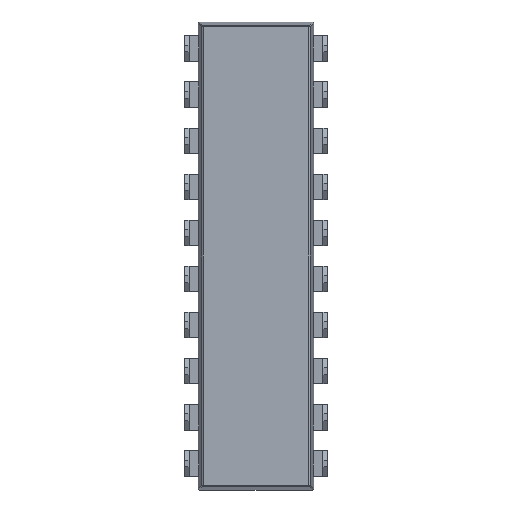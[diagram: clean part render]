
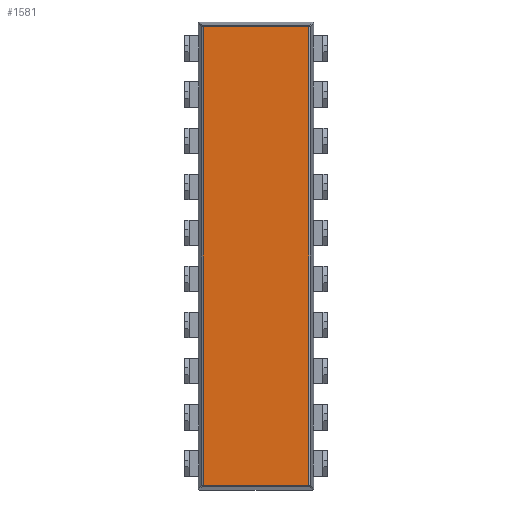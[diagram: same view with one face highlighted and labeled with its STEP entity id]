
A CAD part, front view. The second image highlights one B-rep face of the part: STEP entity #1581.
In plain terms, the highlighted planar face has unit normal (0, -1, 0).
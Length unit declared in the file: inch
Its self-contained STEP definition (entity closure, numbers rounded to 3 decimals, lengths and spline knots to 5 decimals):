
#1581 = ADVANCED_FACE ( 'NONE', ( #5800 ), #5904, .F. ) ;
#1582 = EDGE_LOOP ( 'NONE', ( #1649, #1653, #1656, #1659 ) ) ;
#1649 = ORIENTED_EDGE ( 'NONE', *, *, #1650, .T. ) ;
#1650 = EDGE_CURVE ( 'NONE', #1651, #1652, #6223, .T. ) ;
#1651 = VERTEX_POINT ( 'NONE', #6219 ) ;
#1652 = VERTEX_POINT ( 'NONE', #6218 ) ;
#1653 = ORIENTED_EDGE ( 'NONE', *, *, #1654, .T. ) ;
#1654 = EDGE_CURVE ( 'NONE', #1652, #1655, #6217, .T. ) ;
#1655 = VERTEX_POINT ( 'NONE', #6213 ) ;
#1656 = ORIENTED_EDGE ( 'NONE', *, *, #1657, .T. ) ;
#1657 = EDGE_CURVE ( 'NONE', #1655, #1658, #6212, .T. ) ;
#1658 = VERTEX_POINT ( 'NONE', #6208 ) ;
#1659 = ORIENTED_EDGE ( 'NONE', *, *, #1660, .T. ) ;
#1660 = EDGE_CURVE ( 'NONE', #1658, #1651, #6206, .T. ) ;
#5800 = FACE_OUTER_BOUND ( 'NONE', #1582, .T. ) ;
#5900 = DIRECTION ( 'NONE',  ( 0., 0., 1. ) ) ;
#5901 = DIRECTION ( 'NONE',  ( 0., 1., 0. ) ) ;
#5902 = CARTESIAN_POINT ( 'NONE',  ( -0.125, -0.065, 0.5075 ) ) ;
#5903 = AXIS2_PLACEMENT_3D ( 'NONE', #5902, #5901, #5900 ) ;
#5904 = PLANE ( 'NONE',  #5903 ) ;
#6203 = DIRECTION ( 'NONE',  ( 1., 0., 0. ) ) ;
#6204 = VECTOR ( 'NONE', #6203, 39.37008 ) ;
#6205 = CARTESIAN_POINT ( 'NONE',  ( 0.11702, -0.065, -0.49731 ) ) ;
#6206 = LINE ( 'NONE', #6205, #6204 ) ;
#6208 = CARTESIAN_POINT ( 'NONE',  ( -0.11481, -0.065, -0.49731 ) ) ;
#6209 = DIRECTION ( 'NONE',  ( 0., 0., -1. ) ) ;
#6210 = VECTOR ( 'NONE', #6209, 39.37008 ) ;
#6211 = CARTESIAN_POINT ( 'NONE',  ( -0.11481, -0.065, -0.49952 ) ) ;
#6212 = LINE ( 'NONE', #6211, #6210 ) ;
#6213 = CARTESIAN_POINT ( 'NONE',  ( -0.11481, -0.065, 0.49731 ) ) ;
#6214 = DIRECTION ( 'NONE',  ( -1., 0., 0. ) ) ;
#6215 = VECTOR ( 'NONE', #6214, 39.37008 ) ;
#6216 = CARTESIAN_POINT ( 'NONE',  ( -0.11702, -0.065, 0.49731 ) ) ;
#6217 = LINE ( 'NONE', #6216, #6215 ) ;
#6218 = CARTESIAN_POINT ( 'NONE',  ( 0.11481, -0.065, 0.49731 ) ) ;
#6219 = CARTESIAN_POINT ( 'NONE',  ( 0.11481, -0.065, -0.49731 ) ) ;
#6220 = DIRECTION ( 'NONE',  ( 0., 0., 1. ) ) ;
#6221 = VECTOR ( 'NONE', #6220, 39.37008 ) ;
#6222 = CARTESIAN_POINT ( 'NONE',  ( 0.11481, -0.065, 0.49952 ) ) ;
#6223 = LINE ( 'NONE', #6222, #6221 ) ;
